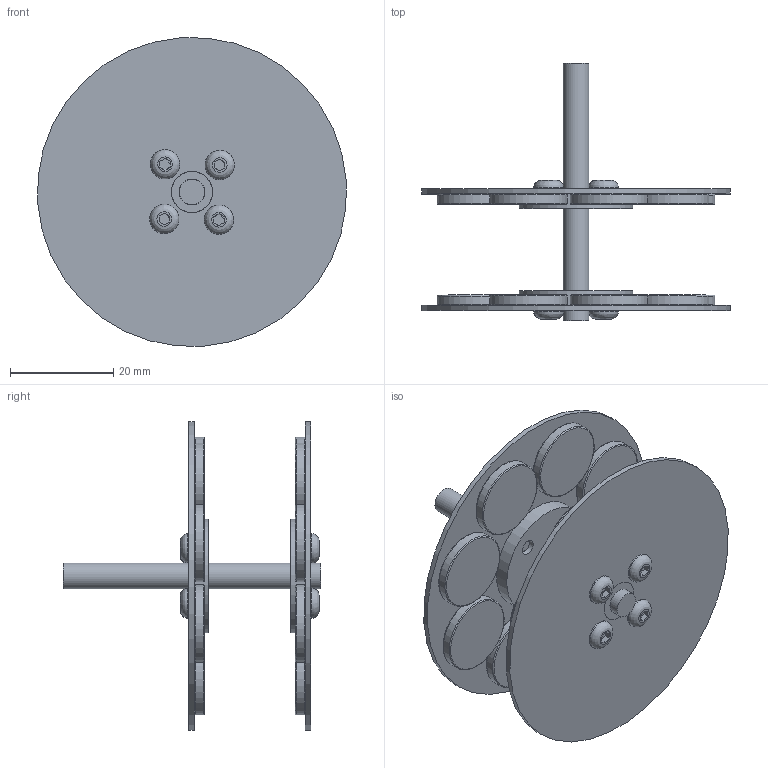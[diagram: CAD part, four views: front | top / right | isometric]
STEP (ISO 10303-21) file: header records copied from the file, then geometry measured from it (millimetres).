
FILE_DESCRIPTION(/* description */ (''),/* implementation_level */ '2;1');
FILE_NAME(/* name */ 'rotor.stp',/* time_stamp */ '2023-09-09T12:07:37+02:00',/* author */ ('techn'),/* organization */ (''),/* preprocessor_version */ 'ST-DEVELOPER v18.1',/* originating_system */ 'Autodesk Inventor 2022',/* authorisation */ '');
FILE_SCHEMA (('AUTOMOTIVE_DESIGN { 1 0 10303 214 3 1 1 }'));
Length unit declared in the file: millimetre
Products named in the file (6): rotor; shaft; plate; shaftmount; magnet; ANSI B18.3.4M - M3 x 0.5 x 3, BHSBHCSM
Assembly tree (29 placements, depth 2):
  rotor
    plate  x2
    shaft
    shaftmount  x2
    magnet  x16
    ANSI B18.3.4M - M3 x 0.5 x 3, BHSBHCSM  x8
Bounding box: 59.84 x 50 x 59.84 mm (x, y, z)
Volume: 14455.1 mm3; surface area: 22275.9 mm2
Topology: 29 solids, 29 shells, 239 faces, 497 edges, 326 vertices
Faces by surface type: plane 116, cylinder 59, torus 40, cone 16, bspline 8
Full cylindrical faces by diameter (mm): 3 x24, 5 x3, 5.7 x8, 8 x4, 15 x16, 22 x2, 60 x2
Entity records: 1625 total; most frequent: DIRECTION 277, CARTESIAN_POINT 259, ORIENTED_EDGE 170, AXIS2_PLACEMENT_3D 123, EDGE_CURVE 85, EDGE_LOOP 64, VERTEX_POINT 57, CIRCLE 47
